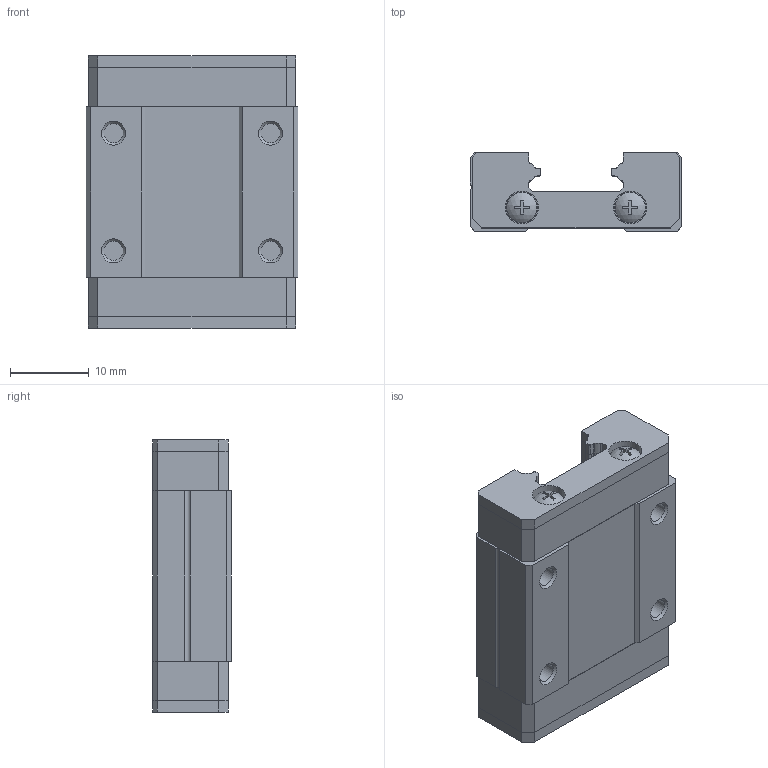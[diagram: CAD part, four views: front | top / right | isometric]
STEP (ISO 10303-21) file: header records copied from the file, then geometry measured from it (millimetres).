
FILE_DESCRIPTION(/* description */ (''),/* implementation_level */ '2;1');
FILE_NAME(/* name */ 'MGN12C Carriage.step',/* time_stamp */ '2024-04-19T18:14:28-06:00',/* author */ (''),/* organization */ (''),/* preprocessor_version */ 'ST-DEVELOPER v20',/* originating_system */ 'Autodesk Translation Framework v12.20.1.177',/* authorisation */ '');
FILE_SCHEMA (('AUTOMOTIVE_DESIGN { 1 0 10303 214 3 1 1 }'));
Length unit declared in the file: millimetre
Products named in the file (1): MGN12C Carriage
Bounding box: 27 x 10 x 34.7 mm (x, y, z)
Volume: 6960.6 mm3; surface area: 5216.2 mm2
Topology: 9 solids, 9 shells, 294 faces, 788 edges, 524 vertices
Faces by surface type: plane 189, cylinder 93, cone 8, sphere 4
Full cylindrical faces by diameter (mm): 2.46 x4, 4.2 x8
Entity records: 9296 total; most frequent: DIRECTION 1624, CARTESIAN_POINT 1607, ORIENTED_EDGE 1576, EDGE_CURVE 788, LINE 542, VECTOR 542, AXIS2_PLACEMENT_3D 541, VERTEX_POINT 524
